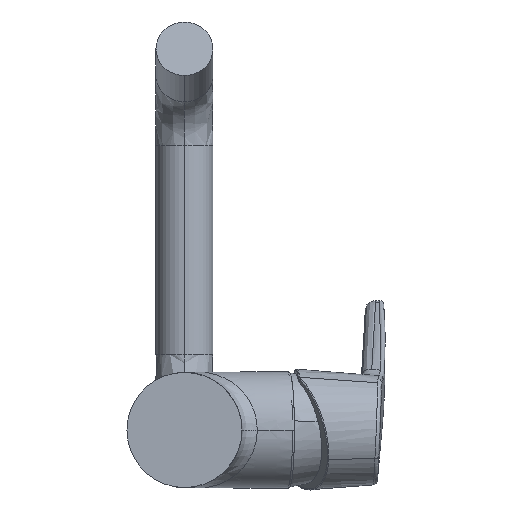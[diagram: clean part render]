
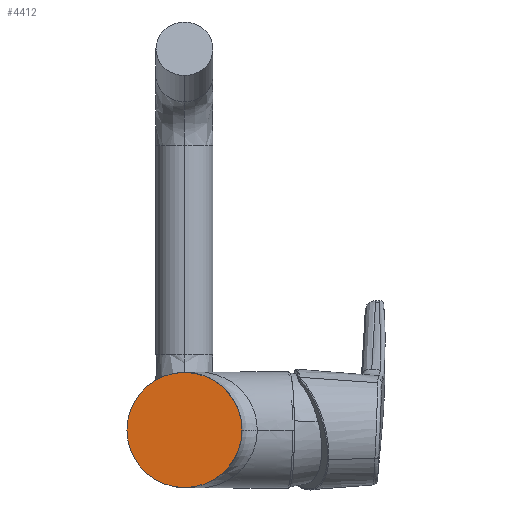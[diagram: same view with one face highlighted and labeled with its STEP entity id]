
A CAD part, front view. The second image highlights one B-rep face of the part: STEP entity #4412.
In plain terms, the highlighted planar face has unit normal (0, -1, 0).
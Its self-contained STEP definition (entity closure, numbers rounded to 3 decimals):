
#2503 = DIRECTION ( 'NONE',  ( 0., 1., 0. ) ) ;
#3416 = CIRCLE ( 'NONE', #8577, 23. ) ;
#4044 = DIRECTION ( 'NONE',  ( 1., 0., 0. ) ) ;
#4197 = EDGE_CURVE ( 'NONE', #4724, #6788, #5418, .T. ) ;
#4412 = ADVANCED_FACE ( 'NONE', ( #5177 ), #15325, .F. ) ;
#4724 = VERTEX_POINT ( 'NONE', #18012 ) ;
#5177 = FACE_OUTER_BOUND ( 'NONE', #14936, .T. ) ;
#5418 = CIRCLE ( 'NONE', #13746, 23. ) ;
#5482 = EDGE_CURVE ( 'NONE', #6788, #4724, #3416, .T. ) ;
#6135 = ORIENTED_EDGE ( 'NONE', *, *, #4197, .F. ) ;
#6788 = VERTEX_POINT ( 'NONE', #12892 ) ;
#7907 = DIRECTION ( 'NONE',  ( -1., 0., 0. ) ) ;
#8310 = CARTESIAN_POINT ( 'NONE',  ( 0., 0., 0. ) ) ;
#8577 = AXIS2_PLACEMENT_3D ( 'NONE', #9335, #17884, #7907 ) ;
#8677 = DIRECTION ( 'NONE',  ( 0., 1., 0. ) ) ;
#9335 = CARTESIAN_POINT ( 'NONE',  ( 0., 0., 0. ) ) ;
#10060 = CARTESIAN_POINT ( 'NONE',  ( 0., 0., 0. ) ) ;
#12892 = CARTESIAN_POINT ( 'NONE',  ( -23., 0., 0. ) ) ;
#13746 = AXIS2_PLACEMENT_3D ( 'NONE', #10060, #8677, #17174 ) ;
#14123 = AXIS2_PLACEMENT_3D ( 'NONE', #8310, #2503, #4044 ) ;
#14936 = EDGE_LOOP ( 'NONE', ( #17269, #6135 ) ) ;
#15325 = PLANE ( 'NONE',  #14123 ) ;
#17174 = DIRECTION ( 'NONE',  ( -1., 0., 0. ) ) ;
#17269 = ORIENTED_EDGE ( 'NONE', *, *, #5482, .F. ) ;
#17884 = DIRECTION ( 'NONE',  ( 0., 1., 0. ) ) ;
#18012 = CARTESIAN_POINT ( 'NONE',  ( 23., 0., 0. ) ) ;
